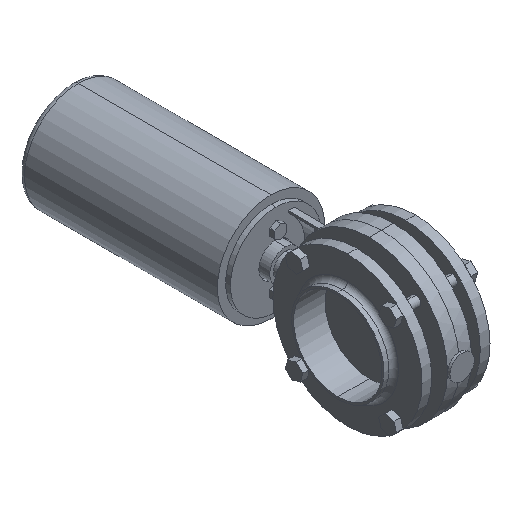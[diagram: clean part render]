
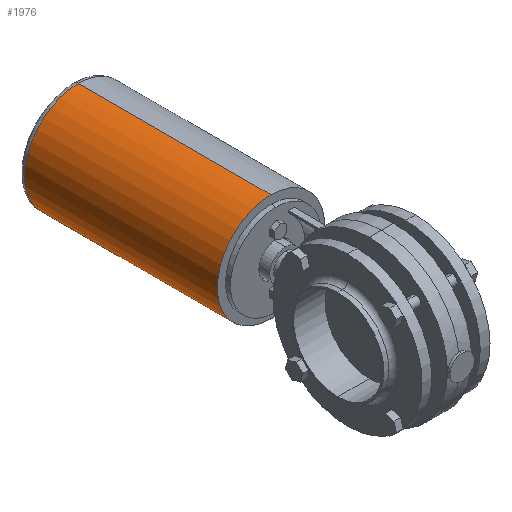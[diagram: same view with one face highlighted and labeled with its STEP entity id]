
A CAD part, isometric view. The second image highlights one B-rep face of the part: STEP entity #1976.
In plain terms, the highlighted cylindrical face has radius 44.25 mm (diameter 88.5 mm), a partial arc.
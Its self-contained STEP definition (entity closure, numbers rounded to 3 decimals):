
#70 = CARTESIAN_POINT ( 'NONE',  ( 0., 159., -44.25 ) ) ;
#176 = DIRECTION ( 'NONE',  ( 0., 0., 1. ) ) ;
#183 = EDGE_CURVE ( 'NONE', #5126, #3932, #4298, .T. ) ;
#327 = CIRCLE ( 'NONE', #4924, 44.25 ) ;
#598 = CARTESIAN_POINT ( 'NONE',  ( 0., 164., -44.25 ) ) ;
#1323 = CIRCLE ( 'NONE', #5217, 44.25 ) ;
#1339 = DIRECTION ( 'NONE',  ( 0., 0., 1. ) ) ;
#1505 = CARTESIAN_POINT ( 'NONE',  ( 0., 164., 0. ) ) ;
#1543 = DIRECTION ( 'NONE',  ( 0., 0., -1. ) ) ;
#1747 = DIRECTION ( 'NONE',  ( 0., 1., 0. ) ) ;
#1976 = ADVANCED_FACE ( 'NONE', ( #2380 ), #3888, .T. ) ;
#2203 = CARTESIAN_POINT ( 'NONE',  ( 0., 159., 44.25 ) ) ;
#2380 = FACE_OUTER_BOUND ( 'NONE', #2610, .T. ) ;
#2610 = EDGE_LOOP ( 'NONE', ( #4828, #4879, #3377, #5573 ) ) ;
#2705 = CARTESIAN_POINT ( 'NONE',  ( 0., 159., 0. ) ) ;
#2732 = VECTOR ( 'NONE', #2847, 1000. ) ;
#2847 = DIRECTION ( 'NONE',  ( 0., -1., 0. ) ) ;
#3193 = DIRECTION ( 'NONE',  ( 0., -1., 0. ) ) ;
#3257 = EDGE_CURVE ( 'NONE', #3987, #3610, #5267, .T. ) ;
#3305 = DIRECTION ( 'NONE',  ( 0., -1., 0. ) ) ;
#3377 = ORIENTED_EDGE ( 'NONE', *, *, #3257, .T. ) ;
#3610 = VERTEX_POINT ( 'NONE', #3912 ) ;
#3735 = VECTOR ( 'NONE', #3193, 1000. ) ;
#3888 = CYLINDRICAL_SURFACE ( 'NONE', #5288, 44.25 ) ;
#3912 = CARTESIAN_POINT ( 'NONE',  ( 0., 0., -44.25 ) ) ;
#3932 = VERTEX_POINT ( 'NONE', #4383 ) ;
#3987 = VERTEX_POINT ( 'NONE', #70 ) ;
#4298 = LINE ( 'NONE', #5442, #2732 ) ;
#4383 = CARTESIAN_POINT ( 'NONE',  ( 0., 0., 44.25 ) ) ;
#4386 = EDGE_CURVE ( 'NONE', #3610, #3932, #327, .T. ) ;
#4789 = CARTESIAN_POINT ( 'NONE',  ( 0., 0., 0. ) ) ;
#4828 = ORIENTED_EDGE ( 'NONE', *, *, #183, .F. ) ;
#4836 = DIRECTION ( 'NONE',  ( 0., -1., 0. ) ) ;
#4879 = ORIENTED_EDGE ( 'NONE', *, *, #5271, .T. ) ;
#4924 = AXIS2_PLACEMENT_3D ( 'NONE', #4789, #1747, #1339 ) ;
#5126 = VERTEX_POINT ( 'NONE', #2203 ) ;
#5217 = AXIS2_PLACEMENT_3D ( 'NONE', #2705, #4836, #176 ) ;
#5267 = LINE ( 'NONE', #598, #3735 ) ;
#5271 = EDGE_CURVE ( 'NONE', #5126, #3987, #1323, .T. ) ;
#5288 = AXIS2_PLACEMENT_3D ( 'NONE', #1505, #3305, #1543 ) ;
#5442 = CARTESIAN_POINT ( 'NONE',  ( 0., 164., 44.25 ) ) ;
#5573 = ORIENTED_EDGE ( 'NONE', *, *, #4386, .T. ) ;
